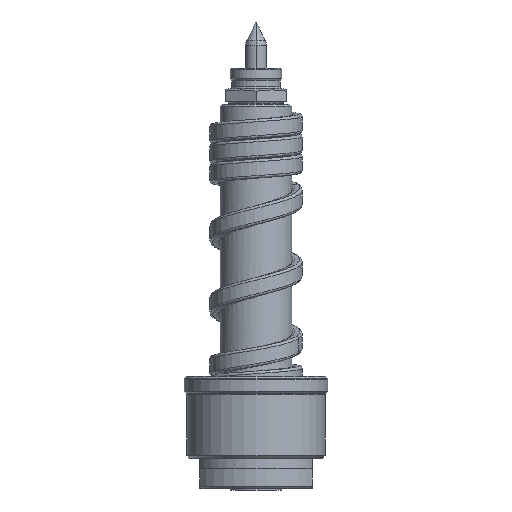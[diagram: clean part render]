
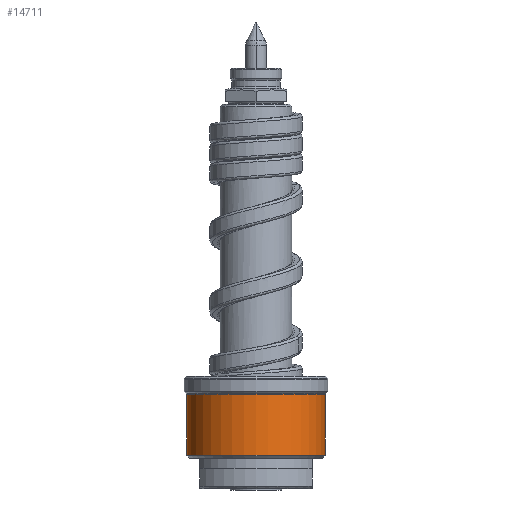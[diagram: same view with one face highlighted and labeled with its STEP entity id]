
A CAD part, front view. The second image highlights one B-rep face of the part: STEP entity #14711.
In plain terms, the highlighted cylindrical face has radius 13.5 mm (diameter 27 mm), a partial arc.
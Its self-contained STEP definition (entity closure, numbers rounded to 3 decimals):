
#4711=CARTESIAN_POINT('',(0.,0.,6.582));
#4712=DIRECTION('',(0.,0.,1.));
#4713=DIRECTION('',(-1.,0.,0.));
#4714=AXIS2_PLACEMENT_3D('',#4711,#4712,#4713);
#4716=DIRECTION('',(0.,0.,-1.));
#4717=VECTOR('',#4716,11.835);
#4718=CARTESIAN_POINT('',(-13.5,0.,18.417));
#4719=LINE('',#4718,#4717);
#4720=CARTESIAN_POINT('',(0.,0.,18.417));
#4721=DIRECTION('',(0.,0.,1.));
#4722=DIRECTION('',(-1.,0.,0.));
#4723=AXIS2_PLACEMENT_3D('',#4720,#4721,#4722);
#4725=DIRECTION('',(0.,0.,-1.));
#4726=VECTOR('',#4725,11.835);
#4727=CARTESIAN_POINT('',(13.5,0.,18.417));
#4728=LINE('',#4727,#4726);
#6551=CARTESIAN_POINT('',(13.5,0.,18.417));
#6552=CARTESIAN_POINT('',(-13.5,0.,18.417));
#6553=VERTEX_POINT('',#6551);
#6554=VERTEX_POINT('',#6552);
#6577=CARTESIAN_POINT('',(13.5,0.,6.582));
#6578=VERTEX_POINT('',#6577);
#6579=CARTESIAN_POINT('',(-13.5,0.,6.582));
#6580=VERTEX_POINT('',#6579);
#14699=CARTESIAN_POINT('',(0.,0.,5.2));
#14700=DIRECTION('',(0.,0.,1.));
#14701=DIRECTION('',(-1.,0.,0.));
#14702=AXIS2_PLACEMENT_3D('',#14699,#14700,#14701);
#14703=CYLINDRICAL_SURFACE('',#14702,13.5);
#14704=ORIENTED_EDGE('',*,*,#14656,.F.);
#14705=ORIENTED_EDGE('',*,*,#14690,.F.);
#14707=ORIENTED_EDGE('',*,*,#14706,.T.);
#14708=ORIENTED_EDGE('',*,*,#14686,.T.);
#14709=EDGE_LOOP('',(#14704,#14705,#14707,#14708));
#14710=FACE_OUTER_BOUND('',#14709,.F.);
#4715=CIRCLE('',#4714,13.5);
#4724=CIRCLE('',#4723,13.5);
#14656=EDGE_CURVE('',#6580,#6578,#4715,.T.);
#14686=EDGE_CURVE('',#6553,#6578,#4728,.T.);
#14690=EDGE_CURVE('',#6554,#6580,#4719,.T.);
#14706=EDGE_CURVE('',#6554,#6553,#4724,.T.);
#14711=ADVANCED_FACE('',(#14710),#14703,.T.);
